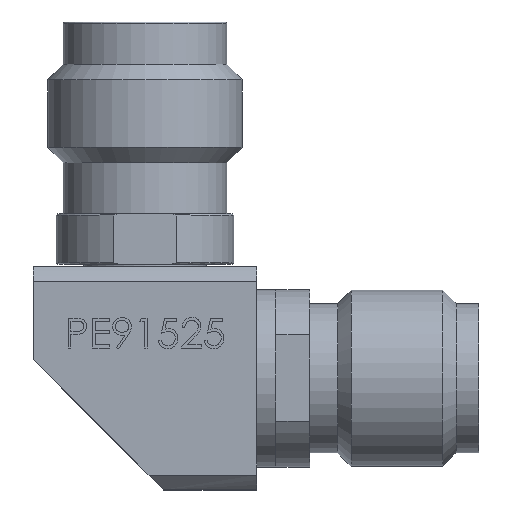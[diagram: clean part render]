
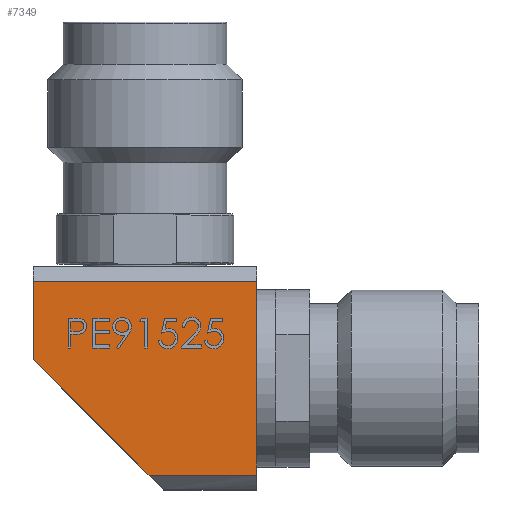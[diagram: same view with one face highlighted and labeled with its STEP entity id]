
A CAD part, top view. The second image highlights one B-rep face of the part: STEP entity #7349.
In plain terms, the highlighted planar face has unit normal (0, 0, 1).
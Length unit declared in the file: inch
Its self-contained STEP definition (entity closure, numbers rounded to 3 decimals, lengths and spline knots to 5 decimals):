
#45 = LINE ( 'NONE', #2632, #6788 ) ;
#230 = VERTEX_POINT ( 'NONE', #3169 ) ;
#371 = FACE_OUTER_BOUND ( 'NONE', #6105, .T. ) ;
#561 = CARTESIAN_POINT ( 'NONE',  ( -0.17707, -0.13553, 0.15591 ) ) ;
#599 = EDGE_CURVE ( 'NONE', #2748, #230, #7282, .T. ) ;
#937 = EDGE_CURVE ( 'NONE', #7156, #4051, #5033, .T. ) ;
#1014 = DIRECTION ( 'NONE',  ( 0., 0., 1. ) ) ;
#1240 = DIRECTION ( 'NONE',  ( 1., 0., 0. ) ) ;
#1431 = CARTESIAN_POINT ( 'NONE',  ( -0.17707, -0.13553, 0.15591 ) ) ;
#1444 = ORIENTED_EDGE ( 'NONE', *, *, #7760, .T. ) ;
#1556 = VECTOR ( 'NONE', #3827, 39.37008 ) ;
#1889 = ORIENTED_EDGE ( 'NONE', *, *, #937, .F. ) ;
#1962 = EDGE_CURVE ( 'NONE', #230, #4051, #5604, .T. ) ;
#2447 = AXIS2_PLACEMENT_3D ( 'NONE', #4632, #1014, #5870 ) ;
#2632 = CARTESIAN_POINT ( 'NONE',  ( -0.33858, 0.13553, 0.15591 ) ) ;
#2748 = VERTEX_POINT ( 'NONE', #1431 ) ;
#2799 = PLANE ( 'NONE',  #2447 ) ;
#2849 = ORIENTED_EDGE ( 'NONE', *, *, #1962, .T. ) ;
#3169 = CARTESIAN_POINT ( 'NONE',  ( -0.02677, -0.13553, 0.15591 ) ) ;
#3281 = ORIENTED_EDGE ( 'NONE', *, *, #599, .T. ) ;
#3779 = CARTESIAN_POINT ( 'NONE',  ( -0.02677, -0.13553, 0.15591 ) ) ;
#3784 = CARTESIAN_POINT ( 'NONE',  ( -0.33858, 0.02598, 0.15591 ) ) ;
#3827 = DIRECTION ( 'NONE',  ( 0.707, -0.707, 0. ) ) ;
#4051 = VERTEX_POINT ( 'NONE', #4998 ) ;
#4417 = CARTESIAN_POINT ( 'NONE',  ( -0.33858, 0.02598, 0.15591 ) ) ;
#4632 = CARTESIAN_POINT ( 'NONE',  ( 0., 0., 0.15591 ) ) ;
#4935 = CARTESIAN_POINT ( 'NONE',  ( -0.33858, 0.13553, 0.15591 ) ) ;
#4998 = CARTESIAN_POINT ( 'NONE',  ( -0.02677, 0.13553, 0.15591 ) ) ;
#5033 = LINE ( 'NONE', #7464, #7450 ) ;
#5218 = ORIENTED_EDGE ( 'NONE', *, *, #7011, .T. ) ;
#5524 = DIRECTION ( 'NONE',  ( 0., 1., 0. ) ) ;
#5604 = LINE ( 'NONE', #3779, #5681 ) ;
#5664 = DIRECTION ( 'NONE',  ( 0., -1., 0. ) ) ;
#5681 = VECTOR ( 'NONE', #5524, 39.37008 ) ;
#5870 = DIRECTION ( 'NONE',  ( 1., 0., 0. ) ) ;
#5977 = VECTOR ( 'NONE', #1240, 39.37008 ) ;
#6105 = EDGE_LOOP ( 'NONE', ( #2849, #1889, #1444, #5218, #3281 ) ) ;
#6315 = LINE ( 'NONE', #4417, #1556 ) ;
#6630 = VERTEX_POINT ( 'NONE', #3784 ) ;
#6721 = DIRECTION ( 'NONE',  ( 1., 0., 0. ) ) ;
#6788 = VECTOR ( 'NONE', #5664, 39.37008 ) ;
#7011 = EDGE_CURVE ( 'NONE', #6630, #2748, #6315, .T. ) ;
#7156 = VERTEX_POINT ( 'NONE', #4935 ) ;
#7282 = LINE ( 'NONE', #561, #5977 ) ;
#7349 = ADVANCED_FACE ( 'NONE', ( #371 ), #2799, .T. ) ;
#7450 = VECTOR ( 'NONE', #6721, 39.37008 ) ;
#7464 = CARTESIAN_POINT ( 'NONE',  ( -0.33858, 0.13553, 0.15591 ) ) ;
#7760 = EDGE_CURVE ( 'NONE', #7156, #6630, #45, .T. ) ;
